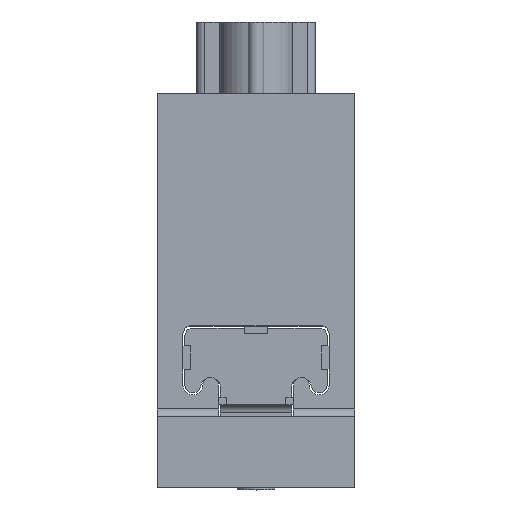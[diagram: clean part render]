
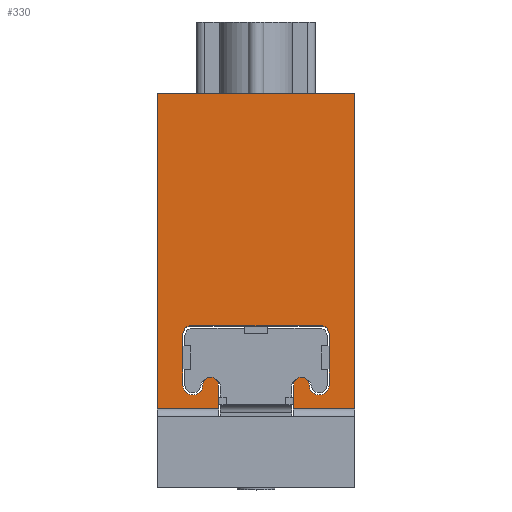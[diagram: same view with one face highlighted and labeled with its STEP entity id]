
A CAD part, top view. The second image highlights one B-rep face of the part: STEP entity #330.
In plain terms, the highlighted planar face has unit normal (0, 0, 1).
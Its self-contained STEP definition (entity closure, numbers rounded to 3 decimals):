
#330 = ADVANCED_FACE( '', ( #680 ), #681, .F. );
#680 = FACE_OUTER_BOUND( '', #1044, .T. );
#681 = PLANE( '', #1045 );
#1044 = EDGE_LOOP( '', ( #2010, #2011, #2012, #2013, #2014, #2015, #2016, #2017, #2018, #2019, #2020, #2021, #2022, #2023, #2024, #2025 ) );
#1045 = AXIS2_PLACEMENT_3D( '', #2026, #2027, #2028 );
#2010 = ORIENTED_EDGE( '', *, *, #2628, .F. );
#2011 = ORIENTED_EDGE( '', *, *, #2629, .T. );
#2012 = ORIENTED_EDGE( '', *, *, #2599, .F. );
#2013 = ORIENTED_EDGE( '', *, *, #2566, .F. );
#2014 = ORIENTED_EDGE( '', *, *, #2415, .F. );
#2015 = ORIENTED_EDGE( '', *, *, #2583, .F. );
#2016 = ORIENTED_EDGE( '', *, *, #2379, .F. );
#2017 = ORIENTED_EDGE( '', *, *, #2615, .F. );
#2018 = ORIENTED_EDGE( '', *, *, #2466, .F. );
#2019 = ORIENTED_EDGE( '', *, *, #2589, .T. );
#2020 = ORIENTED_EDGE( '', *, *, #2510, .F. );
#2021 = ORIENTED_EDGE( '', *, *, #2604, .F. );
#2022 = ORIENTED_EDGE( '', *, *, #2326, .F. );
#2023 = ORIENTED_EDGE( '', *, *, #2630, .T. );
#2024 = ORIENTED_EDGE( '', *, *, #2575, .T. );
#2025 = ORIENTED_EDGE( '', *, *, #2308, .F. );
#2026 = CARTESIAN_POINT( '', ( 25., 41., 27.6 ) );
#2027 = DIRECTION( '', ( 0., 0., -1. ) );
#2028 = DIRECTION( '', ( -1., 0., 0. ) );
#2308 = EDGE_CURVE( '', #2822, #2824, #2825, .T. );
#2326 = EDGE_CURVE( '', #2854, #2856, #2857, .T. );
#2379 = EDGE_CURVE( '', #2941, #2943, #2944, .F. );
#2415 = EDGE_CURVE( '', #3001, #3003, #3004, .F. );
#2466 = EDGE_CURVE( '', #3074, #3076, #3077, .F. );
#2510 = EDGE_CURVE( '', #3135, #3137, #3138, .T. );
#2566 = EDGE_CURVE( '', #3003, #3211, #3212, .T. );
#2575 = EDGE_CURVE( '', #3223, #2824, #3224, .T. );
#2583 = EDGE_CURVE( '', #2943, #3001, #3235, .T. );
#2589 = EDGE_CURVE( '', #3074, #3137, #3242, .F. );
#2599 = EDGE_CURVE( '', #3211, #3255, #3256, .F. );
#2604 = EDGE_CURVE( '', #2856, #3135, #3261, .T. );
#2615 = EDGE_CURVE( '', #3076, #2941, #3272, .T. );
#2628 = EDGE_CURVE( '', #3286, #2822, #3287, .T. );
#2629 = EDGE_CURVE( '', #3286, #3255, #3288, .F. );
#2630 = EDGE_CURVE( '', #2854, #3223, #3289, .T. );
#2822 = VERTEX_POINT( '', #3554 );
#2824 = VERTEX_POINT( '', #3556 );
#2825 = LINE( '', #3557, #3558 );
#2854 = VERTEX_POINT( '', #3598 );
#2856 = VERTEX_POINT( '', #3601 );
#2857 = LINE( '', #3602, #3603 );
#2941 = VERTEX_POINT( '', #3728 );
#2943 = VERTEX_POINT( '', #3731 );
#2944 = CIRCLE( '', #3732, 1. );
#3001 = VERTEX_POINT( '', #3823 );
#3003 = VERTEX_POINT( '', #3826 );
#3004 = CIRCLE( '', #3827, 1. );
#3074 = VERTEX_POINT( '', #3921 );
#3076 = VERTEX_POINT( '', #3924 );
#3077 = CIRCLE( '', #3925, 1.25 );
#3135 = VERTEX_POINT( '', #4007 );
#3137 = VERTEX_POINT( '', #4009 );
#3138 = LINE( '', #4010, #4011 );
#3211 = VERTEX_POINT( '', #4117 );
#3212 = LINE( '', #4118, #4119 );
#3223 = VERTEX_POINT( '', #4132 );
#3224 = LINE( '', #4133, #4134 );
#3235 = LINE( '', #4150, #4151 );
#3242 = CIRCLE( '', #4159, 1. );
#3255 = VERTEX_POINT( '', #4176 );
#3256 = CIRCLE( '', #4177, 1.25 );
#3261 = LINE( '', #4183, #4184 );
#3272 = LINE( '', #4201, #4202 );
#3286 = VERTEX_POINT( '', #4223 );
#3287 = LINE( '', #4224, #4225 );
#3288 = CIRCLE( '', #4226, 1. );
#3289 = LINE( '', #4227, #4228 );
#3554 = CARTESIAN_POINT( '', ( 7.75, 1., 27.6 ) );
#3556 = CARTESIAN_POINT( '', ( 0., 1., 27.6 ) );
#3557 = CARTESIAN_POINT( '', ( 25., 1., 27.6 ) );
#3558 = VECTOR( '', #4366, 1000. );
#3598 = CARTESIAN_POINT( '', ( 25., 41., 27.6 ) );
#3601 = CARTESIAN_POINT( '', ( 25., 1., 27.6 ) );
#3602 = CARTESIAN_POINT( '', ( 25., 41., 27.6 ) );
#3603 = VECTOR( '', #4385, 1000. );
#3728 = CARTESIAN_POINT( '', ( 21.75, 10.5, 27.6 ) );
#3731 = CARTESIAN_POINT( '', ( 20.75, 11.5, 27.6 ) );
#3732 = AXIS2_PLACEMENT_3D( '', #4437, #4438, #4439 );
#3823 = CARTESIAN_POINT( '', ( 4.25, 11.5, 27.6 ) );
#3826 = CARTESIAN_POINT( '', ( 3.25, 10.5, 27.6 ) );
#3827 = AXIS2_PLACEMENT_3D( '', #4469, #4470, #4471 );
#3921 = CARTESIAN_POINT( '', ( 19.25, 4., 27.6 ) );
#3924 = CARTESIAN_POINT( '', ( 21.75, 4., 27.6 ) );
#3925 = AXIS2_PLACEMENT_3D( '', #4533, #4534, #4535 );
#4007 = CARTESIAN_POINT( '', ( 17.25, 1., 27.6 ) );
#4009 = CARTESIAN_POINT( '', ( 17.25, 4., 27.6 ) );
#4010 = CARTESIAN_POINT( '', ( 17.25, 41., 27.6 ) );
#4011 = VECTOR( '', #4581, 1000. );
#4117 = CARTESIAN_POINT( '', ( 3.25, 4., 27.6 ) );
#4118 = CARTESIAN_POINT( '', ( 3.25, 41., 27.6 ) );
#4119 = VECTOR( '', #4642, 1000. );
#4132 = CARTESIAN_POINT( '', ( 0., 41., 27.6 ) );
#4133 = CARTESIAN_POINT( '', ( 0., 41., 27.6 ) );
#4134 = VECTOR( '', #4651, 1000. );
#4150 = CARTESIAN_POINT( '', ( 25., 11.5, 27.6 ) );
#4151 = VECTOR( '', #4657, 1000. );
#4159 = AXIS2_PLACEMENT_3D( '', #4662, #4663, #4664 );
#4176 = CARTESIAN_POINT( '', ( 5.75, 4., 27.6 ) );
#4177 = AXIS2_PLACEMENT_3D( '', #4675, #4676, #4677 );
#4183 = CARTESIAN_POINT( '', ( 25., 1., 27.6 ) );
#4184 = VECTOR( '', #4682, 1000. );
#4201 = CARTESIAN_POINT( '', ( 21.75, 41., 27.6 ) );
#4202 = VECTOR( '', #4689, 1000. );
#4223 = CARTESIAN_POINT( '', ( 7.75, 4., 27.6 ) );
#4224 = CARTESIAN_POINT( '', ( 7.75, 41., 27.6 ) );
#4225 = VECTOR( '', #4697, 1000. );
#4226 = AXIS2_PLACEMENT_3D( '', #4698, #4699, #4700 );
#4227 = CARTESIAN_POINT( '', ( 25., 41., 27.6 ) );
#4228 = VECTOR( '', #4701, 1000. );
#4366 = DIRECTION( '', ( -1., 0., 0. ) );
#4385 = DIRECTION( '', ( 0., -1., 0. ) );
#4437 = CARTESIAN_POINT( '', ( 20.75, 10.5, 27.6 ) );
#4438 = DIRECTION( '', ( 0., 0., -1. ) );
#4439 = DIRECTION( '', ( -1., 0., 0. ) );
#4469 = CARTESIAN_POINT( '', ( 4.25, 10.5, 27.6 ) );
#4470 = DIRECTION( '', ( 0., 0., -1. ) );
#4471 = DIRECTION( '', ( -1., 0., 0. ) );
#4533 = CARTESIAN_POINT( '', ( 20.5, 4., 27.6 ) );
#4534 = DIRECTION( '', ( 0., 0., -1. ) );
#4535 = DIRECTION( '', ( -1., 0., 0. ) );
#4581 = DIRECTION( '', ( 0., 1., 0. ) );
#4642 = DIRECTION( '', ( 0., -1., 0. ) );
#4651 = DIRECTION( '', ( 0., -1., 0. ) );
#4657 = DIRECTION( '', ( -1., 0., 0. ) );
#4662 = CARTESIAN_POINT( '', ( 18.25, 4., 27.6 ) );
#4663 = DIRECTION( '', ( 0., 0., -1. ) );
#4664 = DIRECTION( '', ( -1., 0., 0. ) );
#4675 = CARTESIAN_POINT( '', ( 4.5, 4., 27.6 ) );
#4676 = DIRECTION( '', ( 0., 0., -1. ) );
#4677 = DIRECTION( '', ( -1., 0., 0. ) );
#4682 = DIRECTION( '', ( -1., 0., 0. ) );
#4689 = DIRECTION( '', ( 0., 1., 0. ) );
#4697 = DIRECTION( '', ( 0., -1., 0. ) );
#4698 = CARTESIAN_POINT( '', ( 6.75, 4., 27.6 ) );
#4699 = DIRECTION( '', ( 0., 0., -1. ) );
#4700 = DIRECTION( '', ( -1., 0., 0. ) );
#4701 = DIRECTION( '', ( -1., 0., 0. ) );
